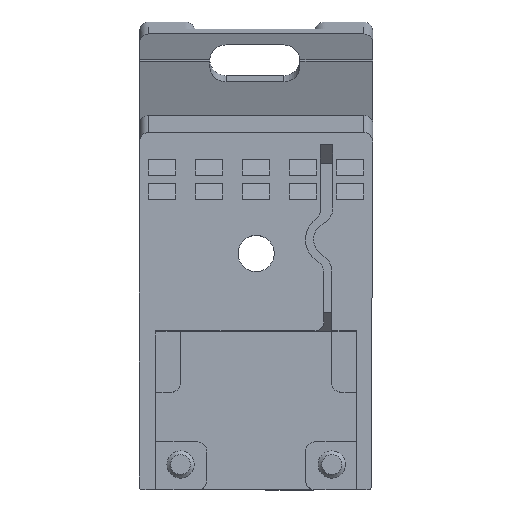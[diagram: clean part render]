
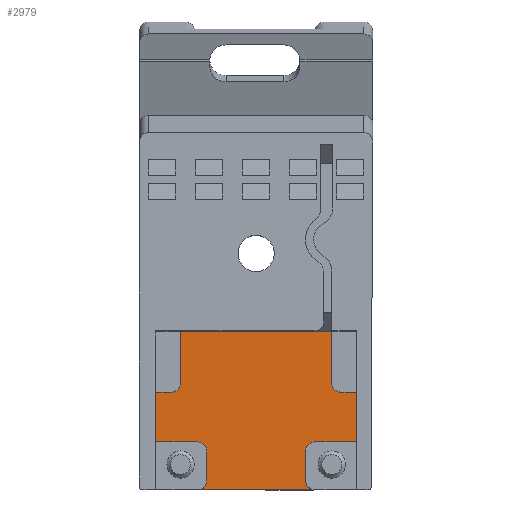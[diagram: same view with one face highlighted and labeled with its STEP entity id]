
A CAD part, top view. The second image highlights one B-rep face of the part: STEP entity #2979.
In plain terms, the highlighted planar face has unit normal (0, 0, 1).
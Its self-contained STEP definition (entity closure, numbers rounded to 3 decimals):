
#70=B_SPLINE_CURVE_WITH_KNOTS('',3,(#4562,#4563,#4564,#4565,#4566,#4567,
#4568),.UNSPECIFIED.,.F.,.F.,(4,3,4),(0.,0.067,0.157),
 .UNSPECIFIED.);
#75=B_SPLINE_CURVE_WITH_KNOTS('',3,(#4627,#4628,#4629,#4630,#4631,#4632,
#4633),.UNSPECIFIED.,.F.,.F.,(4,3,4),(0.,0.09,0.157),
 .UNSPECIFIED.);
#78=B_SPLINE_CURVE_WITH_KNOTS('',3,(#4786,#4787,#4788,#4789),
 .UNSPECIFIED.,.F.,.F.,(4,4),(-0.857,-0.757),
 .UNSPECIFIED.);
#79=B_SPLINE_CURVE_WITH_KNOTS('',3,(#4791,#4792,#4793,#4794),
 .UNSPECIFIED.,.F.,.F.,(4,4),(-1.608,-0.612),
 .UNSPECIFIED.);
#80=B_SPLINE_CURVE_WITH_KNOTS('',3,(#4796,#4797,#4798,#4799),
 .UNSPECIFIED.,.F.,.F.,(4,4),(-1.708,-1.608),
 .UNSPECIFIED.);
#81=B_SPLINE_CURVE_WITH_KNOTS('',3,(#4800,#4801,#4802,#4803),
 .UNSPECIFIED.,.F.,.F.,(4,4),(-1.508,-1.441),
 .UNSPECIFIED.);
#132=CIRCLE('',#3137,1.);
#133=CIRCLE('',#3140,1.);
#135=CIRCLE('',#3143,1.);
#137=CIRCLE('',#3148,1.);
#273=FACE_OUTER_BOUND('',#434,.T.);
#434=EDGE_LOOP('',(#2466,#2467,#2468,#2469,#2470,#2471,#2472,#2473,#2474,
#2475,#2476,#2477,#2478,#2479,#2480,#2481,#2482,#2483,#2484,#2485,#2486));
#704=LINE('',#4516,#1049);
#712=LINE('',#4578,#1057);
#718=LINE('',#4655,#1063);
#721=LINE('',#4663,#1066);
#729=LINE('',#4685,#1074);
#733=LINE('',#4697,#1078);
#763=LINE('',#4776,#1108);
#765=LINE('',#4780,#1110);
#766=LINE('',#4782,#1111);
#767=LINE('',#4784,#1112);
#768=LINE('',#4804,#1113);
#1049=VECTOR('',#3648,10.);
#1057=VECTOR('',#3664,10.);
#1063=VECTOR('',#3684,10.);
#1066=VECTOR('',#3693,10.);
#1074=VECTOR('',#3715,10.);
#1078=VECTOR('',#3727,10.);
#1108=VECTOR('',#3807,10.);
#1110=VECTOR('',#3811,10.);
#1111=VECTOR('',#3814,10.);
#1112=VECTOR('',#3817,10.);
#1113=VECTOR('',#3818,10.);
#1340=VERTEX_POINT('',#4513);
#1341=VERTEX_POINT('',#4515);
#1346=VERTEX_POINT('',#4556);
#1347=VERTEX_POINT('',#4561);
#1349=VERTEX_POINT('',#4576);
#1356=VERTEX_POINT('',#4621);
#1357=VERTEX_POINT('',#4626);
#1363=VERTEX_POINT('',#4654);
#1364=VERTEX_POINT('',#4658);
#1365=VERTEX_POINT('',#4662);
#1366=VERTEX_POINT('',#4666);
#1369=VERTEX_POINT('',#4673);
#1370=VERTEX_POINT('',#4675);
#1372=VERTEX_POINT('',#4684);
#1375=VERTEX_POINT('',#4691);
#1376=VERTEX_POINT('',#4693);
#1400=VERTEX_POINT('',#4774);
#1401=VERTEX_POINT('',#4778);
#1402=VERTEX_POINT('',#4785);
#1403=VERTEX_POINT('',#4790);
#1404=VERTEX_POINT('',#4795);
#1699=EDGE_CURVE('',#1340,#1341,#704,.T.);
#1707=EDGE_CURVE('',#1346,#1347,#70,.F.);
#1711=EDGE_CURVE('',#1349,#1346,#712,.T.);
#1719=EDGE_CURVE('',#1356,#1357,#75,.F.);
#1727=EDGE_CURVE('',#1357,#1363,#718,.T.);
#1729=EDGE_CURVE('',#1363,#1364,#132,.F.);
#1731=EDGE_CURVE('',#1364,#1365,#721,.T.);
#1734=EDGE_CURVE('',#1366,#1349,#133,.F.);
#1737=EDGE_CURVE('',#1369,#1370,#135,.F.);
#1742=EDGE_CURVE('',#1370,#1372,#729,.T.);
#1746=EDGE_CURVE('',#1375,#1376,#137,.F.);
#1748=EDGE_CURVE('',#1376,#1340,#733,.T.);
#1788=EDGE_CURVE('',#1400,#1375,#763,.T.);
#1790=EDGE_CURVE('',#1401,#1366,#765,.T.);
#1791=EDGE_CURVE('',#1341,#1369,#766,.T.);
#1792=EDGE_CURVE('',#1365,#1400,#767,.T.);
#1793=EDGE_CURVE('',#1356,#1402,#78,.T.);
#1794=EDGE_CURVE('',#1403,#1402,#79,.T.);
#1795=EDGE_CURVE('',#1404,#1403,#80,.T.);
#1796=EDGE_CURVE('',#1404,#1347,#81,.T.);
#1797=EDGE_CURVE('',#1372,#1401,#768,.T.);
#2466=ORIENTED_EDGE('',*,*,#1788,.F.);
#2467=ORIENTED_EDGE('',*,*,#1792,.F.);
#2468=ORIENTED_EDGE('',*,*,#1731,.F.);
#2469=ORIENTED_EDGE('',*,*,#1729,.F.);
#2470=ORIENTED_EDGE('',*,*,#1727,.F.);
#2471=ORIENTED_EDGE('',*,*,#1719,.F.);
#2472=ORIENTED_EDGE('',*,*,#1793,.T.);
#2473=ORIENTED_EDGE('',*,*,#1794,.F.);
#2474=ORIENTED_EDGE('',*,*,#1795,.F.);
#2475=ORIENTED_EDGE('',*,*,#1796,.T.);
#2476=ORIENTED_EDGE('',*,*,#1707,.F.);
#2477=ORIENTED_EDGE('',*,*,#1711,.F.);
#2478=ORIENTED_EDGE('',*,*,#1734,.F.);
#2479=ORIENTED_EDGE('',*,*,#1790,.F.);
#2480=ORIENTED_EDGE('',*,*,#1797,.F.);
#2481=ORIENTED_EDGE('',*,*,#1742,.F.);
#2482=ORIENTED_EDGE('',*,*,#1737,.F.);
#2483=ORIENTED_EDGE('',*,*,#1791,.F.);
#2484=ORIENTED_EDGE('',*,*,#1699,.F.);
#2485=ORIENTED_EDGE('',*,*,#1748,.F.);
#2486=ORIENTED_EDGE('',*,*,#1746,.F.);
#2848=PLANE('',#3177);
#2979=ADVANCED_FACE('',(#273),#2848,.T.);
#3137=AXIS2_PLACEMENT_3D('',#4659,#3688,#3689);
#3140=AXIS2_PLACEMENT_3D('',#4668,#3698,#3699);
#3143=AXIS2_PLACEMENT_3D('',#4676,#3705,#3706);
#3148=AXIS2_PLACEMENT_3D('',#4694,#3722,#3723);
#3177=AXIS2_PLACEMENT_3D('',#4783,#3815,#3816);
#3648=DIRECTION('',(1.,0.,0.));
#3664=DIRECTION('',(0.,-1.,0.));
#3684=DIRECTION('',(0.,1.,0.));
#3688=DIRECTION('center_axis',(0.,0.,
-1.));
#3689=DIRECTION('ref_axis',(0.707,0.707,0.));
#3693=DIRECTION('',(-1.,0.,0.));
#3698=DIRECTION('center_axis',(0.,0.,
-1.));
#3699=DIRECTION('ref_axis',(-0.707,0.707,0.));
#3705=DIRECTION('center_axis',(0.,0.,
-1.));
#3706=DIRECTION('ref_axis',(-0.707,-0.707,0.));
#3715=DIRECTION('',(1.,0.,0.));
#3722=DIRECTION('center_axis',(0.,0.,
-1.));
#3723=DIRECTION('ref_axis',(0.707,-0.707,0.));
#3727=DIRECTION('',(0.,1.,0.));
#3807=DIRECTION('',(1.,0.,0.));
#3811=DIRECTION('',(-1.,0.,0.));
#3814=DIRECTION('',(0.,-1.,0.));
#3815=DIRECTION('center_axis',(0.,0.,
1.));
#3816=DIRECTION('ref_axis',(-1.,0.,0.));
#3817=DIRECTION('',(0.,1.,0.));
#3818=DIRECTION('',(0.,-1.,0.));
#4513=CARTESIAN_POINT('',(-8.35,10.032,-6.003));
#4515=CARTESIAN_POINT('',(8.35,10.032,-6.003));
#4516=CARTESIAN_POINT('',(-11.1,10.032,-6.003));
#4556=CARTESIAN_POINT('',(5.475,-6.518,-6.003));
#4561=CARTESIAN_POINT('',(6.475,-7.518,-6.003));
#4562=CARTESIAN_POINT('Ctrl Pts',(6.475,-7.518,-6.003));
#4563=CARTESIAN_POINT('Ctrl Pts',(6.251,-7.518,-6.003));
#4564=CARTESIAN_POINT('Ctrl Pts',(6.026,-7.44,-6.003));
#4565=CARTESIAN_POINT('Ctrl Pts',(5.851,-7.3,-6.003));
#4566=CARTESIAN_POINT('Ctrl Pts',(5.618,-7.113,-6.003));
#4567=CARTESIAN_POINT('Ctrl Pts',(5.475,-6.817,-6.003));
#4568=CARTESIAN_POINT('Ctrl Pts',(5.475,-6.518,-6.003));
#4576=CARTESIAN_POINT('',(5.475,-3.218,-6.003));
#4578=CARTESIAN_POINT('',(5.475,-7.518,-6.003));
#4621=CARTESIAN_POINT('',(-6.475,-7.518,-6.003));
#4626=CARTESIAN_POINT('',(-5.475,-6.518,-6.003));
#4627=CARTESIAN_POINT('Ctrl Pts',(-5.475,-6.518,-6.003));
#4628=CARTESIAN_POINT('Ctrl Pts',(-5.475,-6.817,-6.003));
#4629=CARTESIAN_POINT('Ctrl Pts',(-5.618,-7.113,-6.003));
#4630=CARTESIAN_POINT('Ctrl Pts',(-5.851,-7.3,-6.003));
#4631=CARTESIAN_POINT('Ctrl Pts',(-6.026,-7.44,-6.003));
#4632=CARTESIAN_POINT('Ctrl Pts',(-6.251,-7.518,-6.003));
#4633=CARTESIAN_POINT('Ctrl Pts',(-6.475,-7.518,-6.003));
#4654=CARTESIAN_POINT('',(-5.475,-3.218,-6.003));
#4655=CARTESIAN_POINT('',(-5.475,-7.518,-6.003));
#4658=CARTESIAN_POINT('',(-6.475,-2.218,-6.003));
#4659=CARTESIAN_POINT('Origin',(-6.475,-3.218,-6.003));
#4662=CARTESIAN_POINT('',(-11.1,-2.218,-6.003));
#4663=CARTESIAN_POINT('',(-5.475,-2.218,-6.003));
#4666=CARTESIAN_POINT('',(6.475,-2.218,-6.003));
#4668=CARTESIAN_POINT('Origin',(6.475,-3.218,-6.003));
#4673=CARTESIAN_POINT('',(8.35,4.282,-6.003));
#4675=CARTESIAN_POINT('',(9.35,3.282,-6.003));
#4676=CARTESIAN_POINT('Origin',(9.35,4.282,-6.003));
#4684=CARTESIAN_POINT('',(11.1,3.282,-6.003));
#4685=CARTESIAN_POINT('',(10.85,3.282,-6.003));
#4691=CARTESIAN_POINT('',(-9.35,3.282,-6.003));
#4693=CARTESIAN_POINT('',(-8.35,4.282,-6.003));
#4694=CARTESIAN_POINT('Origin',(-9.35,4.282,-6.003));
#4697=CARTESIAN_POINT('',(-8.35,5.782,-6.003));
#4774=CARTESIAN_POINT('',(-11.1,3.282,-6.003));
#4776=CARTESIAN_POINT('',(-10.85,3.282,-6.003));
#4778=CARTESIAN_POINT('',(11.1,-2.218,-6.003));
#4780=CARTESIAN_POINT('',(5.475,-2.218,-6.003));
#4782=CARTESIAN_POINT('',(8.35,5.782,-6.003));
#4783=CARTESIAN_POINT('Origin',(-0.017,12.21,-6.003));
#4784=CARTESIAN_POINT('',(-11.1,6.032,-6.003));
#4785=CARTESIAN_POINT('',(-5.475,-7.518,-6.003));
#4786=CARTESIAN_POINT('Ctrl Pts',(-6.475,-7.518,-6.003));
#4787=CARTESIAN_POINT('Ctrl Pts',(-6.142,-7.518,-6.003));
#4788=CARTESIAN_POINT('Ctrl Pts',(-5.808,-7.518,-6.003));
#4789=CARTESIAN_POINT('Ctrl Pts',(-5.475,-7.518,-6.003));
#4790=CARTESIAN_POINT('',(4.475,-7.518,-6.003));
#4791=CARTESIAN_POINT('Ctrl Pts',(4.475,-7.518,-6.003));
#4792=CARTESIAN_POINT('Ctrl Pts',(1.158,-7.518,-6.003));
#4793=CARTESIAN_POINT('Ctrl Pts',(-2.158,-7.518,-6.003));
#4794=CARTESIAN_POINT('Ctrl Pts',(-5.475,-7.518,-6.003));
#4795=CARTESIAN_POINT('',(5.475,-7.518,-6.003));
#4796=CARTESIAN_POINT('Ctrl Pts',(5.475,-7.518,-6.003));
#4797=CARTESIAN_POINT('Ctrl Pts',(5.142,-7.518,-6.003));
#4798=CARTESIAN_POINT('Ctrl Pts',(4.808,-7.518,-6.003));
#4799=CARTESIAN_POINT('Ctrl Pts',(4.475,-7.518,-6.003));
#4800=CARTESIAN_POINT('Ctrl Pts',(5.475,-7.518,-6.003));
#4801=CARTESIAN_POINT('Ctrl Pts',(5.808,-7.518,-6.003));
#4802=CARTESIAN_POINT('Ctrl Pts',(6.142,-7.518,-6.003));
#4803=CARTESIAN_POINT('Ctrl Pts',(6.475,-7.518,-6.003));
#4804=CARTESIAN_POINT('',(11.1,-7.468,-6.003));
